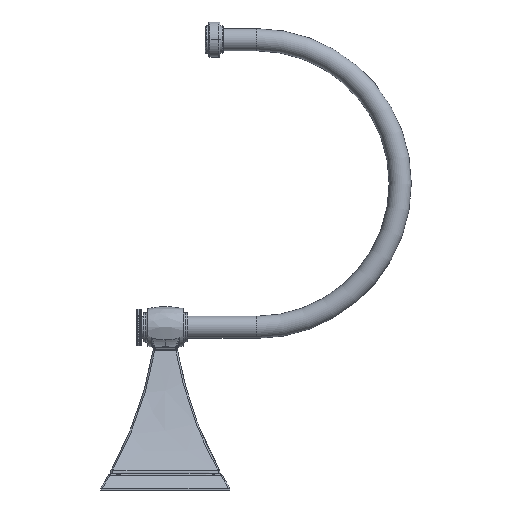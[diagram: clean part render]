
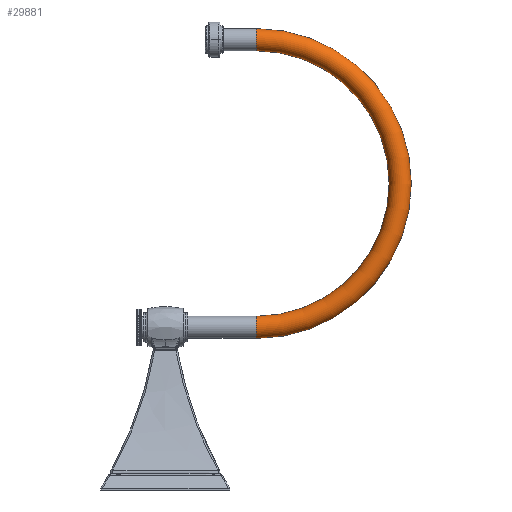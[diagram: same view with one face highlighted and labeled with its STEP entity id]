
A CAD part, left-side view. The second image highlights one B-rep face of the part: STEP entity #29881.
In plain terms, the highlighted toroidal (fillet/blend) face has major radius 64.999 mm and minor radius 5.004 mm.
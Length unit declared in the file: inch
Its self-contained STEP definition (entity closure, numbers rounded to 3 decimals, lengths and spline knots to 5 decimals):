
#27831=CARTESIAN_POINT('',(2.559,0.,0.));
#27832=DIRECTION('',(0.,0.,1.));
#27833=DIRECTION('',(-1.,0.,0.));
#27834=AXIS2_PLACEMENT_3D('',#27831,#27832,#27833);
#27836=CARTESIAN_POINT('',(0.,0.,0.));
#27837=DIRECTION('',(0.,-1.,0.));
#27838=DIRECTION('',(1.,0.,0.));
#27839=AXIS2_PLACEMENT_3D('',#27836,#27837,#27838);
#27841=CARTESIAN_POINT('',(2.559,0.,0.));
#27842=DIRECTION('',(0.,0.,1.));
#27843=DIRECTION('',(-1.,0.,0.));
#27844=AXIS2_PLACEMENT_3D('',#27841,#27842,#27843);
#27975=CARTESIAN_POINT('',(5.118,0.,0.));
#27976=DIRECTION('',(0.,1.,0.));
#27977=DIRECTION('',(-1.,0.,0.));
#27978=AXIS2_PLACEMENT_3D('',#27975,#27976,#27977);
#29690=CARTESIAN_POINT('',(0.197,0.,0.));
#29691=CARTESIAN_POINT('',(-0.197,0.,0.));
#29692=VERTEX_POINT('',#29690);
#29693=VERTEX_POINT('',#29691);
#29694=CARTESIAN_POINT('',(4.921,0.,0.));
#29695=CARTESIAN_POINT('',(5.315,0.,0.));
#29696=VERTEX_POINT('',#29694);
#29697=VERTEX_POINT('',#29695);
#29869=CARTESIAN_POINT('',(2.559,0.,0.));
#29870=DIRECTION('',(0.,0.,1.));
#29871=DIRECTION('',(1.,0.,0.));
#29872=AXIS2_PLACEMENT_3D('',#29869,#29870,#29871);
#29873=TOROIDAL_SURFACE('',#29872,2.559,0.197);
#29874=ORIENTED_EDGE('',*,*,#29834,.F.);
#29875=ORIENTED_EDGE('',*,*,#29864,.T.);
#29877=ORIENTED_EDGE('',*,*,#29876,.T.);
#29878=ORIENTED_EDGE('',*,*,#29860,.F.);
#29879=EDGE_LOOP('',(#29874,#29875,#29877,#29878));
#29880=FACE_OUTER_BOUND('',#29879,.F.);
#29881=ADVANCED_FACE('',(#29880),#29873,.T.);
#27835=CIRCLE('',#27834,2.756);
#27840=CIRCLE('',#27839,0.197);
#27845=CIRCLE('',#27844,2.362);
#27979=CIRCLE('',#27978,0.197);
#29834=EDGE_CURVE('',#29692,#29693,#27840,.T.);
#29860=EDGE_CURVE('',#29693,#29697,#27835,.T.);
#29864=EDGE_CURVE('',#29692,#29696,#27845,.T.);
#29876=EDGE_CURVE('',#29696,#29697,#27979,.T.);
